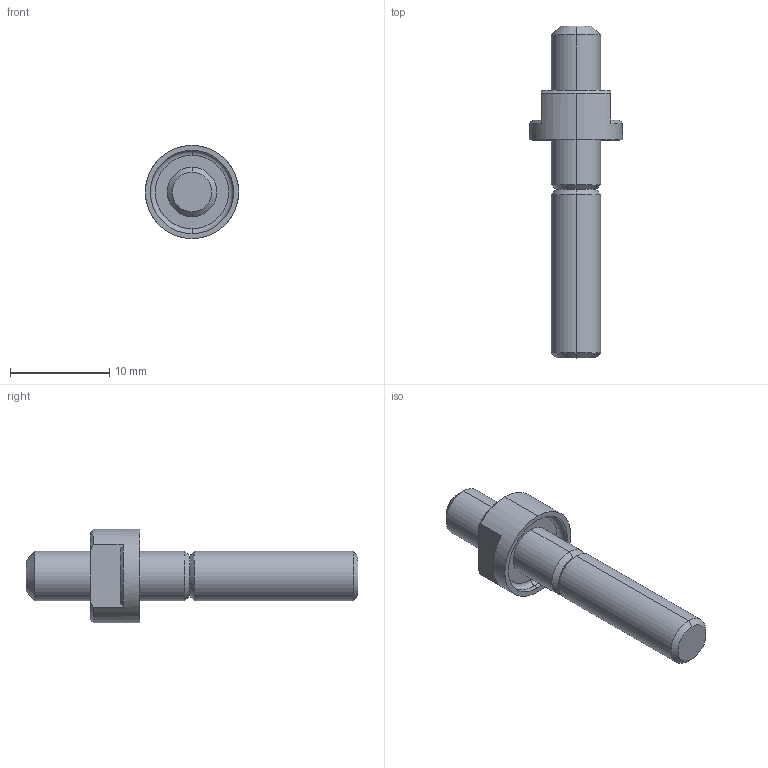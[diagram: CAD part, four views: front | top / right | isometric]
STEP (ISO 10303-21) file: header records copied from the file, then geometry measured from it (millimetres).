
FILE_DESCRIPTION (( 'STEP AP203' ), '1' );
FILE_NAME ('VJ05 堡搬钦扁.STEP', '2024-01-18T00:30:55', ( 'USER' ), ( '' ), 'SwSTEP 2.0', 'SolidWorks 2020', '' );
FILE_SCHEMA (( 'CONFIG_CONTROL_DESIGN' ));
Length unit declared in the file: millimetre
Products named in the file (1): VJ05 惜唸м晦
Bounding box: 9.4 x 33.5 x 9.4 mm (x, y, z)
Volume: 828.8 mm3; surface area: 776.7 mm2
Topology: 2 solids, 2 shells, 38 faces, 80 edges, 49 vertices
Faces by surface type: cone 13, cylinder 12, plane 11, torus 2
Entity records: 1106 total; most frequent: DIRECTION 193, CARTESIAN_POINT 192, ORIENTED_EDGE 160, AXIS2_PLACEMENT_3D 82, EDGE_CURVE 80, VERTEX_POINT 49, CIRCLE 43, EDGE_LOOP 41
